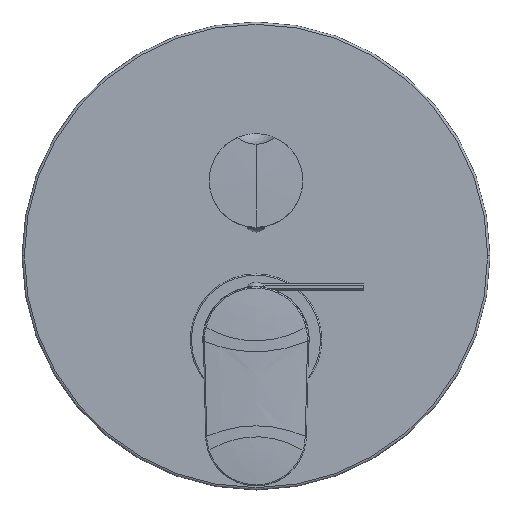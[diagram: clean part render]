
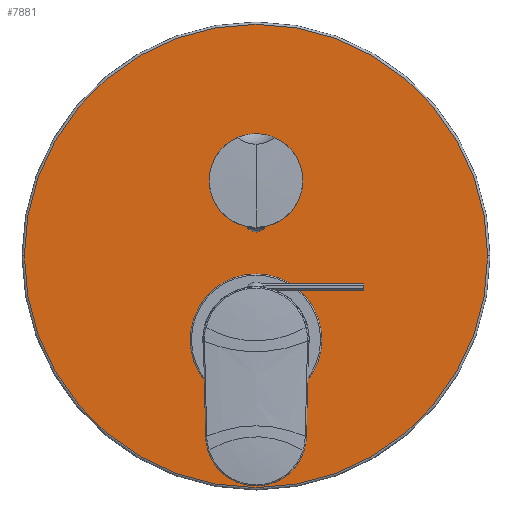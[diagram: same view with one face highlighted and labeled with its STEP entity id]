
A CAD part, top view. The second image highlights one B-rep face of the part: STEP entity #7881.
In plain terms, the highlighted face is planar.
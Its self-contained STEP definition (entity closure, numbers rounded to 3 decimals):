
#7593=CARTESIAN_POINT('',(0.,8.,0.));
#7594=DIRECTION('',(0.,1.,0.));
#7595=DIRECTION('',(1.,0.,0.));
#7596=AXIS2_PLACEMENT_3D('',#7593,#7594,#7595);
#7601=CARTESIAN_POINT('',(0.,8.,0.));
#7602=DIRECTION('',(0.,1.,0.));
#7603=DIRECTION('',(-1.,0.,0.));
#7604=AXIS2_PLACEMENT_3D('',#7601,#7602,#7603);
#7609=CARTESIAN_POINT('',(0.,8.,35.8));
#7610=DIRECTION('',(0.,1.,0.));
#7611=DIRECTION('',(1.,0.,0.));
#7612=AXIS2_PLACEMENT_3D('',#7609,#7610,#7611);
#7617=CARTESIAN_POINT('',(0.,8.,35.8));
#7618=DIRECTION('',(0.,1.,0.));
#7619=DIRECTION('',(-1.,0.,0.));
#7620=AXIS2_PLACEMENT_3D('',#7617,#7618,#7619);
#7625=CARTESIAN_POINT('',(0.,8.,-32.2));
#7626=DIRECTION('',(0.,1.,0.));
#7627=DIRECTION('',(1.,0.,0.));
#7628=AXIS2_PLACEMENT_3D('',#7625,#7626,#7627);
#7633=CARTESIAN_POINT('',(0.,8.,-32.2));
#7634=DIRECTION('',(0.,1.,0.));
#7635=DIRECTION('',(-1.,0.,0.));
#7636=AXIS2_PLACEMENT_3D('',#7633,#7634,#7635);
#7701=CARTESIAN_POINT('',(99.,8.,0.));
#7702=CARTESIAN_POINT('',(-99.,8.,0.));
#7703=VERTEX_POINT('',#7701);
#7704=VERTEX_POINT('',#7702);
#7721=CARTESIAN_POINT('',(25.,8.,35.8));
#7722=CARTESIAN_POINT('',(-25.,8.,35.8));
#7723=VERTEX_POINT('',#7721);
#7724=VERTEX_POINT('',#7722);
#7729=CARTESIAN_POINT('',(11.5,8.,-32.2));
#7730=CARTESIAN_POINT('',(-11.5,8.,-32.2));
#7731=VERTEX_POINT('',#7729);
#7732=VERTEX_POINT('',#7730);
#7859=CARTESIAN_POINT('',(0.,8.,0.));
#7860=DIRECTION('',(0.,-1.,0.));
#7861=DIRECTION('',(-1.,0.,0.));
#7862=AXIS2_PLACEMENT_3D('',#7859,#7860,#7861);
#7863=PLANE('',#7862);
#7864=ORIENTED_EDGE('',*,*,#7849,.F.);
#7866=ORIENTED_EDGE('',*,*,#7865,.F.);
#7867=EDGE_LOOP('',(#7864,#7866));
#7868=FACE_OUTER_BOUND('',#7867,.F.);
#7870=ORIENTED_EDGE('',*,*,#7869,.T.);
#7872=ORIENTED_EDGE('',*,*,#7871,.T.);
#7873=EDGE_LOOP('',(#7870,#7872));
#7874=FACE_BOUND('',#7873,.F.);
#7876=ORIENTED_EDGE('',*,*,#7875,.T.);
#7878=ORIENTED_EDGE('',*,*,#7877,.T.);
#7879=EDGE_LOOP('',(#7876,#7878));
#7880=FACE_BOUND('',#7879,.F.);
#7881=ADVANCED_FACE('',(#7868,#7874,#7880),#7863,.F.);
#7597=CIRCLE('',#7596,99.);
#7605=CIRCLE('',#7604,99.);
#7613=CIRCLE('',#7612,25.);
#7621=CIRCLE('',#7620,25.);
#7629=CIRCLE('',#7628,11.5);
#7637=CIRCLE('',#7636,11.5);
#7849=EDGE_CURVE('',#7703,#7704,#7597,.T.);
#7865=EDGE_CURVE('',#7704,#7703,#7605,.T.);
#7869=EDGE_CURVE('',#7723,#7724,#7613,.T.);
#7871=EDGE_CURVE('',#7724,#7723,#7621,.T.);
#7875=EDGE_CURVE('',#7731,#7732,#7629,.T.);
#7877=EDGE_CURVE('',#7732,#7731,#7637,.T.);
